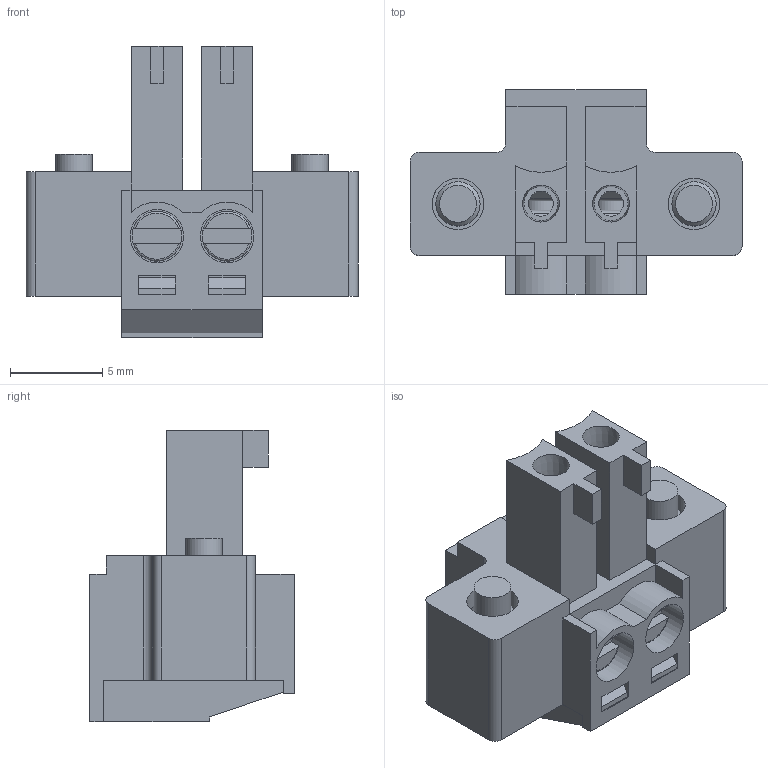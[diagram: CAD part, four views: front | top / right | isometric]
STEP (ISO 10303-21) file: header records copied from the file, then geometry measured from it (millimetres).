
FILE_DESCRIPTION( ( 'Unknown' ), '1' );
FILE_NAME( '691364300002.stp', 'Unknown', ( 'Unknown' ), ( 'Unknown' ), 'PSStep 18.0.17', 'Unknown', ' ' );
FILE_SCHEMA( ( 'AUTOMOTIVE_DESIGN { 1 0 10303 214 1 1 1 1 }' ) );
Length unit declared in the file: millimetre
Products named in the file (7): Assem1; 6913643000xx_PIN; 6913643000xx_CAGE; 6913643000xx_VIS; 6913643000xx_VIS FLANGE; 691364300002; 691364300002_CAPOT
Assembly tree (10 placements, depth 2):
  Assem1
    6913643000xx_PIN  x2
    6913643000xx_CAGE  x2
    6913643000xx_VIS  x2
    6913643000xx_VIS FLANGE  x2
    691364300002
    691364300002_CAPOT
Bounding box: 18.02 x 11.1 x 15.8 mm (x, y, z)
Volume: 889 mm3; surface area: 2499.3 mm2
Topology: 10 solids, 10 shells, 408 faces, 1080 edges, 706 vertices
Faces by surface type: plane 316, cylinder 74, torus 12, cone 6
Full cylindrical faces by diameter (mm): 1.35 x2, 1.598 x2, 1.9 x4, 2 x4, 2.4 x2, 2.7 x2, 2.8 x2, 2.9 x2, 3.8 x4
Entity records: 11569 total; most frequent: CARTESIAN_POINT 1726, ORIENTED_EDGE 1506, DIRECTION 1464, EDGE_CURVE 753, LINE 632, VECTOR 632, VERTEX_POINT 505, AXIS2_PLACEMENT_3D 416
